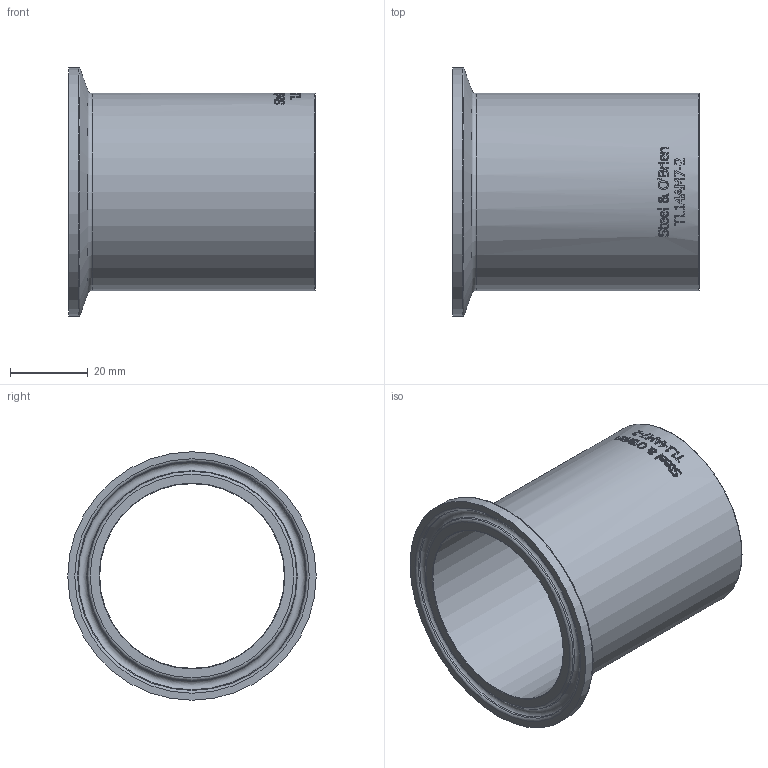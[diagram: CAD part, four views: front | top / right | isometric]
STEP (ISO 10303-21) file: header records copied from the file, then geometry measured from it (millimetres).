
FILE_DESCRIPTION(/* description */ (''),/* implementation_level */ '2;1');
FILE_NAME(/* name */ 'TL14AM7-2.stp',/* time_stamp */ '2019-08-05T09:51:28-04:00',/* author */ ('rick'),/* organization */ (''),/* preprocessor_version */ 'ST-DEVELOPER v15.2',/* originating_system */ 'Autodesk Inventor 2014',/* authorisation */ '');
FILE_SCHEMA (('AUTOMOTIVE_DESIGN { 1 0 10303 214 3 1 1 }'));
Length unit declared in the file: inch
Products named in the file (1): TL14AM7-2
Bounding box: 63.5 x 63.91 x 63.91 mm (x, y, z)
Volume: 20306.8 mm3; surface area: 22511.7 mm2
Topology: 1 solids, 1 shells, 340 faces, 901 edges, 597 vertices
Faces by surface type: plane 162, bspline 131, cylinder 36, torus 8, cone 3
Full cylindrical faces by diameter (mm): 47.498 x1, 50.8 x1, 63.906 x1
Entity records: 12997 total; most frequent: CARTESIAN_POINT 5245, ORIENTED_EDGE 1774, DIRECTION 1252, EDGE_CURVE 887, VERTEX_POINT 597, LINE 418, VECTOR 418, AXIS2_PLACEMENT_3D 417
